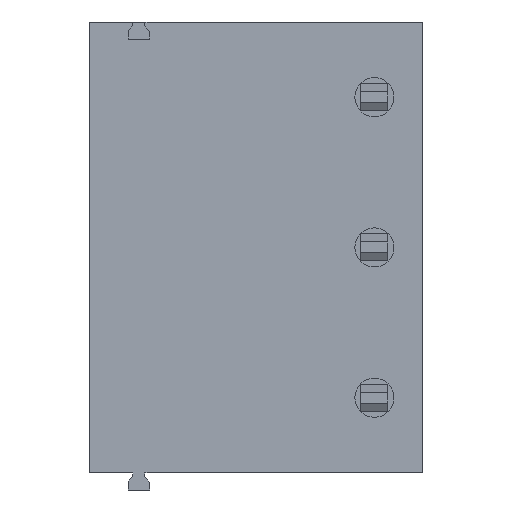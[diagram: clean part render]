
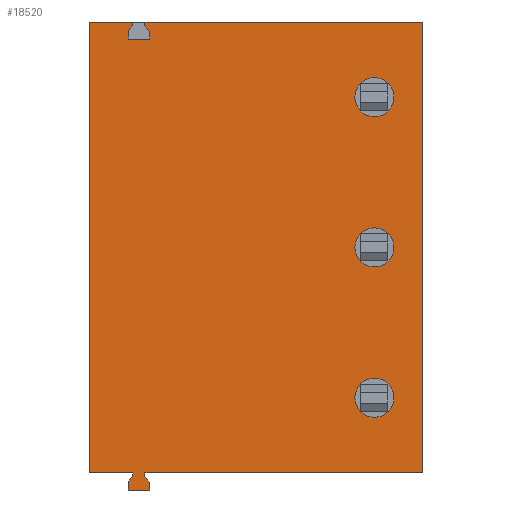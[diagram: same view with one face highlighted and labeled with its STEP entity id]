
A CAD part, front view. The second image highlights one B-rep face of the part: STEP entity #18520.
In plain terms, the highlighted planar face has unit normal (0, -1, 0).
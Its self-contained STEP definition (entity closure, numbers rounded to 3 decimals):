
#2160=CARTESIAN_POINT('',(-38.507,42.991,7.5));
#2170=VERTEX_POINT('',#2160);
#2200=CARTESIAN_POINT('',(0.,42.991,7.5));
#2210=DIRECTION('',(1.,0.,0.));
#2220=VECTOR('',#2210,1.);
#2230=LINE('',#2200,#2220);
#2240=CARTESIAN_POINT('',(-47.75,42.991,7.5));
#2250=VERTEX_POINT('',#2240);
#2260=EDGE_CURVE('',#2250,#2170,#2230,.T.);
#2480=CARTESIAN_POINT('',(-48.164,42.991,7.5));
#2490=VERTEX_POINT('',#2480);
#2520=CARTESIAN_POINT('',(-49.607,42.991,7.5));
#2530=VERTEX_POINT('',#2520);
#2540=EDGE_CURVE('',#2530,#2490,#2230,.T.);
#8420=CARTESIAN_POINT('',(-40.767,42.991,
0.));
#8430=VERTEX_POINT('',#8420);
#8610=CARTESIAN_POINT('',(-39.467,42.991,0.));
#8620=VERTEX_POINT('',#8610);
#8650=CARTESIAN_POINT('',(-40.117,42.991,
0.));
#8660=DIRECTION('',(0.,-1.,0.));
#8670=DIRECTION('',(1.,0.,0.));
#8680=AXIS2_PLACEMENT_3D('',#8650,#8660,#8670);
#8690=CIRCLE('',#8680,0.65);
#8700=EDGE_CURVE('',#8430,#8620,#8690,.T.);
#11700=CARTESIAN_POINT('',(-45.756,42.991,5.));
#11710=DIRECTION('',(0.644,0.,-0.765));
#11720=VECTOR('',#11710,1.);
#11730=LINE('',#11700,#11720);
#11740=CARTESIAN_POINT('',(-47.75,42.991,
7.371));
#11750=VERTEX_POINT('',#11740);
#11760=CARTESIAN_POINT('',(-47.6,42.991,
7.193));
#11770=VERTEX_POINT('',#11760);
#11780=EDGE_CURVE('',#11750,#11770,#11730,.T.);
#15320=CARTESIAN_POINT('',(-48.164,42.991,5.));
#15330=DIRECTION('',(0.,0.,1.));
#15340=VECTOR('',#15330,1.);
#15350=LINE('',#15320,#15340);
#15360=CARTESIAN_POINT('',(-48.164,42.991,
7.371));
#15370=VERTEX_POINT('',#15360);
#15380=EDGE_CURVE('',#15370,#2490,#15350,.T.);
#16880=CARTESIAN_POINT('',(-50.055,42.991,
8.615));
#16890=DIRECTION('',(0.,-1.,0.));
#16900=DIRECTION('',(1.,0.,0.));
#16910=AXIS2_PLACEMENT_3D('',#16880,#16890,#16900);
#16920=PLANE('',#16910);
#16930=CARTESIAN_POINT('',(0.,42.991,-7.5));
#16940=DIRECTION('',(1.,0.,0.));
#16950=VECTOR('',#16940,1.);
#16960=LINE('',#16930,#16950);
#16970=CARTESIAN_POINT('',(-47.75,42.991,-7.5));
#16980=VERTEX_POINT('',#16970);
#16990=CARTESIAN_POINT('',(-38.507,42.991,-7.5));
#17000=VERTEX_POINT('',#16990);
#17010=EDGE_CURVE('',#16980,#17000,#16960,.T.);
#17020=ORIENTED_EDGE('',*,*,#17010,.T.);
#17030=CARTESIAN_POINT('',(-47.75,42.991,5.));
#17040=DIRECTION('',(0.,0.,-1.));
#17050=VECTOR('',#17040,1.);
#17060=LINE('',#17030,#17050);
#17070=CARTESIAN_POINT('',(-47.75,42.991,
-7.629));
#17080=VERTEX_POINT('',#17070);
#17090=EDGE_CURVE('',#16980,#17080,#17060,.T.);
#17100=ORIENTED_EDGE('',*,*,#17090,.F.);
#17110=CARTESIAN_POINT('',(-58.37,42.991,5.));
#17120=DIRECTION('',(0.644,0.,-0.765));
#17130=VECTOR('',#17120,1.);
#17140=LINE('',#17110,#17130);
#17150=CARTESIAN_POINT('',(-47.6,42.991,
-7.807));
#17160=VERTEX_POINT('',#17150);
#17170=EDGE_CURVE('',#17080,#17160,#17140,.T.);
#17180=ORIENTED_EDGE('',*,*,#17170,.F.);
#17190=CARTESIAN_POINT('',(-47.6,42.991,5.));
#17200=DIRECTION('',(0.,0.,-1.));
#17210=VECTOR('',#17200,1.);
#17220=LINE('',#17190,#17210);
#17230=CARTESIAN_POINT('',(-47.6,42.991,
-8.07));
#17240=VERTEX_POINT('',#17230);
#17250=EDGE_CURVE('',#17160,#17240,#17220,.T.);
#17260=ORIENTED_EDGE('',*,*,#17250,.F.);
#17270=CARTESIAN_POINT('',(0.,42.991,-8.07));
#17280=DIRECTION('',(-1.,0.,0.));
#17290=VECTOR('',#17280,1.);
#17300=LINE('',#17270,#17290);
#17310=CARTESIAN_POINT('',(-48.314,42.991,
-8.07));
#17320=VERTEX_POINT('',#17310);
#17330=EDGE_CURVE('',#17240,#17320,#17300,.T.);
#17340=ORIENTED_EDGE('',*,*,#17330,.F.);
#17350=CARTESIAN_POINT('',(-48.314,42.991,5.));
#17360=DIRECTION('',(0.,0.,1.));
#17370=VECTOR('',#17360,1.);
#17380=LINE('',#17350,#17370);
#17390=CARTESIAN_POINT('',(-48.314,42.991,
-7.807));
#17400=VERTEX_POINT('',#17390);
#17410=EDGE_CURVE('',#17320,#17400,#17380,.T.);
#17420=ORIENTED_EDGE('',*,*,#17410,.F.);
#17430=CARTESIAN_POINT('',(-37.545,42.991,5.));
#17440=DIRECTION('',(0.644,0.,0.765));
#17450=VECTOR('',#17440,1.);
#17460=LINE('',#17430,#17450);
#17470=CARTESIAN_POINT('',(-48.164,42.991,
-7.629));
#17480=VERTEX_POINT('',#17470);
#17490=EDGE_CURVE('',#17400,#17480,#17460,.T.);
#17500=ORIENTED_EDGE('',*,*,#17490,.F.);
#17510=CARTESIAN_POINT('',(-48.164,42.991,5.));
#17520=DIRECTION('',(0.,0.,1.));
#17530=VECTOR('',#17520,1.);
#17540=LINE('',#17510,#17530);
#17550=CARTESIAN_POINT('',(-48.164,42.991,-7.5));
#17560=VERTEX_POINT('',#17550);
#17570=EDGE_CURVE('',#17480,#17560,#17540,.T.);
#17580=ORIENTED_EDGE('',*,*,#17570,.F.);
#17590=CARTESIAN_POINT('',(-49.607,42.991,-7.5));
#17600=VERTEX_POINT('',#17590);
#17610=EDGE_CURVE('',#17600,#17560,#16960,.T.);
#17620=ORIENTED_EDGE('',*,*,#17610,.T.);
#17630=CARTESIAN_POINT('',(-49.607,42.991,5.));
#17640=DIRECTION('',(0.,0.,-1.));
#17650=VECTOR('',#17640,1.);
#17660=LINE('',#17630,#17650);
#17670=EDGE_CURVE('',#2530,#17600,#17660,.T.);
#17680=ORIENTED_EDGE('',*,*,#17670,.T.);
#17690=ORIENTED_EDGE('',*,*,#2540,.F.);
#17700=ORIENTED_EDGE('',*,*,#15380,.T.);
#17710=CARTESIAN_POINT('',(-50.158,42.991,5.));
#17720=DIRECTION('',(0.644,0.,0.765));
#17730=VECTOR('',#17720,1.);
#17740=LINE('',#17710,#17730);
#17750=CARTESIAN_POINT('',(-48.314,42.991,
7.193));
#17760=VERTEX_POINT('',#17750);
#17770=EDGE_CURVE('',#17760,#15370,#17740,.T.);
#17780=ORIENTED_EDGE('',*,*,#17770,.T.);
#17790=CARTESIAN_POINT('',(-48.314,42.991,5.));
#17800=DIRECTION('',(0.,0.,1.));
#17810=VECTOR('',#17800,1.);
#17820=LINE('',#17790,#17810);
#17830=CARTESIAN_POINT('',(-48.314,42.991,
6.93));
#17840=VERTEX_POINT('',#17830);
#17850=EDGE_CURVE('',#17840,#17760,#17820,.T.);
#17860=ORIENTED_EDGE('',*,*,#17850,.T.);
#17870=CARTESIAN_POINT('',(0.,42.991,6.93));
#17880=DIRECTION('',(-1.,0.,0.));
#17890=VECTOR('',#17880,1.);
#17900=LINE('',#17870,#17890);
#17910=CARTESIAN_POINT('',(-47.6,42.991,
6.93));
#17920=VERTEX_POINT('',#17910);
#17930=EDGE_CURVE('',#17920,#17840,#17900,.T.);
#17940=ORIENTED_EDGE('',*,*,#17930,.T.);
#17950=CARTESIAN_POINT('',(-47.6,42.991,5.));
#17960=DIRECTION('',(0.,0.,-1.));
#17970=VECTOR('',#17960,1.);
#17980=LINE('',#17950,#17970);
#17990=EDGE_CURVE('',#11770,#17920,#17980,.T.);
#18000=ORIENTED_EDGE('',*,*,#17990,.T.);
#18010=ORIENTED_EDGE('',*,*,#11780,.T.);
#18020=CARTESIAN_POINT('',(-47.75,42.991,5.));
#18030=DIRECTION('',(0.,0.,-1.));
#18040=VECTOR('',#18030,1.);
#18050=LINE('',#18020,#18040);
#18060=EDGE_CURVE('',#2250,#11750,#18050,.T.);
#18070=ORIENTED_EDGE('',*,*,#18060,.T.);
#18080=ORIENTED_EDGE('',*,*,#2260,.F.);
#18090=CARTESIAN_POINT('',(-38.507,42.991,5.));
#18100=DIRECTION('',(0.,0.,-1.));
#18110=VECTOR('',#18100,1.);
#18120=LINE('',#18090,#18110);
#18130=EDGE_CURVE('',#2170,#17000,#18120,.T.);
#18140=ORIENTED_EDGE('',*,*,#18130,.F.);
#18150=EDGE_LOOP('',(#18140,#18080,#18070,#18010,#18000,#17940,#17860,
#17780,#17700,#17690,#17680,#17620,#17580,#17500,#17420,#17340,#17260,
#17180,#17100,#17020));
#18160=FACE_OUTER_BOUND('',#18150,.T.);
#18170=CARTESIAN_POINT('',(-40.117,42.991,5.));
#18180=DIRECTION('',(0.,-1.,0.));
#18190=DIRECTION('',(1.,0.,0.));
#18200=AXIS2_PLACEMENT_3D('',#18170,#18180,#18190);
#18210=CIRCLE('',#18200,0.65);
#18220=CARTESIAN_POINT('',(-39.467,42.991,5.));
#18230=VERTEX_POINT('',#18220);
#18240=CARTESIAN_POINT('',(-40.767,42.991,5.));
#18250=VERTEX_POINT('',#18240);
#18260=EDGE_CURVE('',#18230,#18250,#18210,.T.);
#18270=ORIENTED_EDGE('',*,*,#18260,.F.);
#18280=EDGE_CURVE('',#18250,#18230,#18210,.T.);
#18290=ORIENTED_EDGE('',*,*,#18280,.F.);
#18300=EDGE_LOOP('',(#18290,#18270));
#18310=FACE_BOUND('',#18300,.T.);
#18320=CARTESIAN_POINT('',(-40.117,42.991,-5.));
#18330=DIRECTION('',(0.,1.,0.));
#18340=DIRECTION('',(-1.,0.,0.));
#18350=AXIS2_PLACEMENT_3D('',#18320,#18330,#18340);
#18360=CIRCLE('',#18350,0.65);
#18370=CARTESIAN_POINT('',(-39.467,42.991,-5.));
#18380=VERTEX_POINT('',#18370);
#18390=CARTESIAN_POINT('',(-40.767,42.991,-5.));
#18400=VERTEX_POINT('',#18390);
#18410=EDGE_CURVE('',#18380,#18400,#18360,.T.);
#18420=ORIENTED_EDGE('',*,*,#18410,.T.);
#18430=EDGE_CURVE('',#18400,#18380,#18360,.T.);
#18440=ORIENTED_EDGE('',*,*,#18430,.T.);
#18450=EDGE_LOOP('',(#18440,#18420));
#18460=FACE_BOUND('',#18450,.T.);
#18470=EDGE_CURVE('',#8620,#8430,#8690,.T.);
#18480=ORIENTED_EDGE('',*,*,#18470,.F.);
#18490=ORIENTED_EDGE('',*,*,#8700,.F.);
#18500=EDGE_LOOP('',(#18490,#18480));
#18510=FACE_BOUND('',#18500,.T.);
#18520=ADVANCED_FACE('',(#18160,#18310,#18460,#18510),#16920,.T.);
